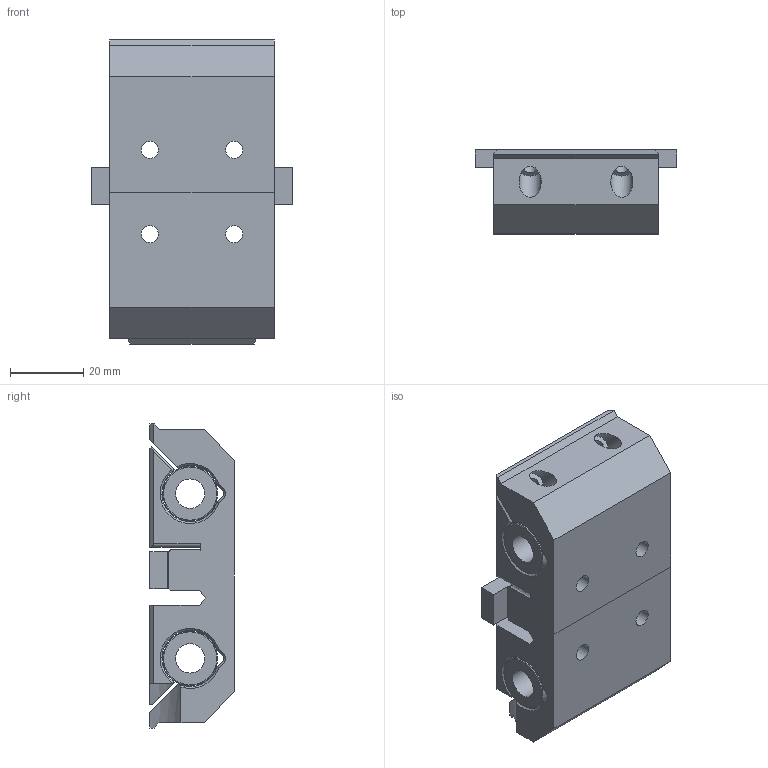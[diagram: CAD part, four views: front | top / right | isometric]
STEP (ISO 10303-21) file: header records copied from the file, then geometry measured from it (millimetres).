
FILE_DESCRIPTION(/* description */ (''),/* implementation_level */ '2;1');
FILE_NAME(/* name */ 'X-Carrige.stp',/* time_stamp */ '2022-05-29T13:13:11+09:00',/* author */ ('k1020'),/* organization */ (''),/* preprocessor_version */ 'ST-DEVELOPER v17',/* originating_system */ 'Autodesk Inventor 2019',/* authorisation */ '');
FILE_SCHEMA (('AUTOMOTIVE_DESIGN { 1 0 10303 214 3 1 1 }'));
Length unit declared in the file: millimetre
Products named in the file (3): X-Carrige; LM8LUU; X-Carrige_1
Assembly tree (3 placements, depth 2):
  X-Carrige
    LM8LUU  x2
    X-Carrige_1
Bounding box: 55 x 23 x 83 mm (x, y, z)
Volume: 66033.8 mm3; surface area: 29938.4 mm2
Topology: 5 solids, 5 shells, 250 faces, 684 edges, 459 vertices
Faces by surface type: plane 146, cylinder 44, bspline 36, cone 20, torus 4
Full cylindrical faces by diameter (mm): 3.4 x8, 4.7 x4, 6 x4, 8 x2, 14.3 x4, 15 x6
Entity records: 9916 total; most frequent: CARTESIAN_POINT 3970, ORIENTED_EDGE 1292, DIRECTION 1078, EDGE_CURVE 646, VERTEX_POINT 429, LINE 384, VECTOR 384, AXIS2_PLACEMENT_3D 347
